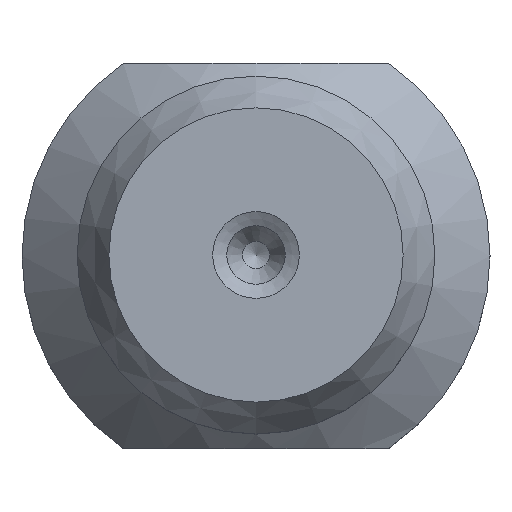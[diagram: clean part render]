
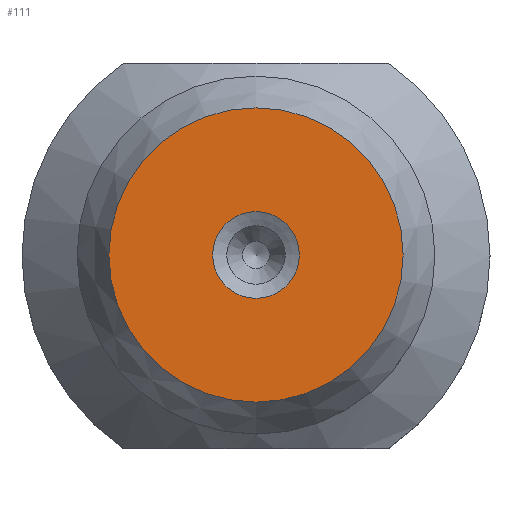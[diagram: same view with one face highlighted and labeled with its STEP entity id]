
A CAD part, top view. The second image highlights one B-rep face of the part: STEP entity #111.
In plain terms, the highlighted planar face has unit normal (0, 0, 1).
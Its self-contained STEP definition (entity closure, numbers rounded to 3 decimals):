
#111=ADVANCED_FACE('',(#162,#163),#155,.F.);
#155=PLANE('',#612);
#162=FACE_BOUND('',#230,.T.);
#163=FACE_BOUND('',#231,.T.);
#230=EDGE_LOOP('',(#306));
#231=EDGE_LOOP('',(#307));
#306=ORIENTED_EDGE('',*,*,#484,.F.);
#307=ORIENTED_EDGE('',*,*,#485,.F.);
#430=VERTEX_POINT('',#891);
#431=VERTEX_POINT('',#893);
#484=EDGE_CURVE('',#430,#430,#546,.T.);
#485=EDGE_CURVE('',#431,#431,#547,.T.);
#546=CIRCLE('',#610,5.345);
#547=CIRCLE('',#611,1.575);
#610=AXIS2_PLACEMENT_3D('',#890,#704,#705);
#611=AXIS2_PLACEMENT_3D('',#892,#706,#707);
#612=AXIS2_PLACEMENT_3D('',#894,#708,#709);
#704=DIRECTION('',(0.,0.,-1.));
#705=DIRECTION('',(0.,1.,0.));
#706=DIRECTION('',(0.,0.,1.));
#707=DIRECTION('',(1.,0.,0.));
#708=DIRECTION('',(0.,0.,-1.));
#709=DIRECTION('',(0.,1.,0.));
#890=CARTESIAN_POINT('',(0.,0.,24.));
#891=CARTESIAN_POINT('',(0.,5.345,24.));
#892=CARTESIAN_POINT('',(0.,0.,24.));
#893=CARTESIAN_POINT('',(1.575,0.,24.));
#894=CARTESIAN_POINT('',(0.,0.,24.));
